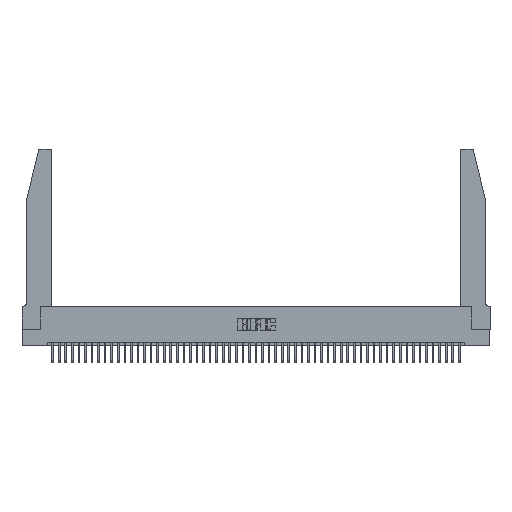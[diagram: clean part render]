
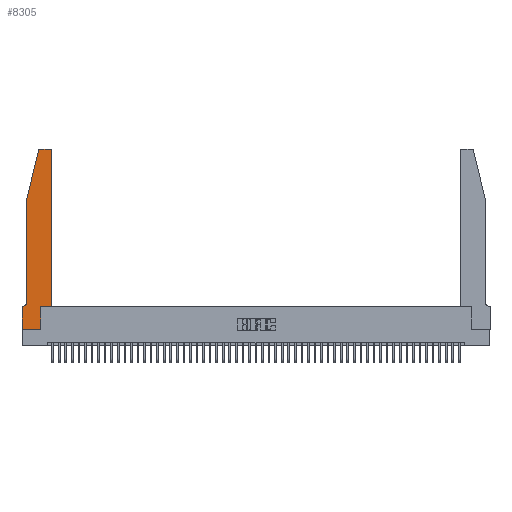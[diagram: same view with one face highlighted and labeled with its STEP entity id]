
A CAD part, top view. The second image highlights one B-rep face of the part: STEP entity #8305.
In plain terms, the highlighted planar face has unit normal (0, 0, 1).
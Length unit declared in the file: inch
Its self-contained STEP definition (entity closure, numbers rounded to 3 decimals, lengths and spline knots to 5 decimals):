
#188 = AXIS2_PLACEMENT_3D ( 'NONE', #46850, #24075, #1170 ) ;
#284 = PLANE ( 'NONE',  #42773 ) ;
#512 = ORIENTED_EDGE ( 'NONE', *, *, #33489, .T. ) ;
#640 = VECTOR ( 'NONE', #24733, 39.37008 ) ;
#736 = EDGE_CURVE ( 'NONE', #37283, #39796, #4110, .T. ) ;
#1170 = DIRECTION ( 'NONE',  ( 1., 0., 0. ) ) ;
#1836 = VECTOR ( 'NONE', #24409, 39.37008 ) ;
#2852 = CARTESIAN_POINT ( 'NONE',  ( 0.2865, 0., 0.37 ) ) ;
#4110 = LINE ( 'NONE', #20068, #13063 ) ;
#6779 = CIRCLE ( 'NONE', #38490, 0.03 ) ;
#7206 = ORIENTED_EDGE ( 'NONE', *, *, #32709, .T. ) ;
#7655 = VERTEX_POINT ( 'NONE', #26751 ) ;
#8305 = ADVANCED_FACE ( 'NONE', ( #17997 ), #284, .T. ) ;
#8650 = DIRECTION ( 'NONE',  ( -1., 0., 0. ) ) ;
#8914 = VECTOR ( 'NONE', #42122, 39.37008 ) ;
#8941 = ORIENTED_EDGE ( 'NONE', *, *, #12893, .T. ) ;
#9197 = DIRECTION ( 'NONE',  ( 0., 1., 0. ) ) ;
#9535 = CARTESIAN_POINT ( 'NONE',  ( 0.4505, 0.35, 0.37 ) ) ;
#9857 = VECTOR ( 'NONE', #48583, 39.37008 ) ;
#10374 = VERTEX_POINT ( 'NONE', #35565 ) ;
#10585 = CARTESIAN_POINT ( 'NONE',  ( 0., 0., 0.37 ) ) ;
#10848 = VECTOR ( 'NONE', #8650, 39.37008 ) ;
#11519 = CIRCLE ( 'NONE', #33570, 0.07 ) ;
#11595 = CARTESIAN_POINT ( 'NONE',  ( 0.4505, 0.35, 0.37 ) ) ;
#11805 = DIRECTION ( 'NONE',  ( 0., 0., 1. ) ) ;
#11952 = VERTEX_POINT ( 'NONE', #37397 ) ;
#11978 = ORIENTED_EDGE ( 'NONE', *, *, #17819, .T. ) ;
#12893 = EDGE_CURVE ( 'NONE', #28331, #11952, #35942, .T. ) ;
#13063 = VECTOR ( 'NONE', #31538, 39.37008 ) ;
#13242 = LINE ( 'NONE', #16336, #10848 ) ;
#13320 = EDGE_CURVE ( 'NONE', #17829, #7655, #49432, .T. ) ;
#13795 = DIRECTION ( 'NONE',  ( 0., 0., 1. ) ) ;
#14208 = VERTEX_POINT ( 'NONE', #24391 ) ;
#14292 = ORIENTED_EDGE ( 'NONE', *, *, #17754, .T. ) ;
#14432 = DIRECTION ( 'NONE',  ( 1., 0., 0. ) ) ;
#15549 = ORIENTED_EDGE ( 'NONE', *, *, #20096, .T. ) ;
#16336 = CARTESIAN_POINT ( 'NONE',  ( 0.0755, 0.35, 0.37 ) ) ;
#16516 = CARTESIAN_POINT ( 'NONE',  ( 0.284, 2.75, 0.37 ) ) ;
#17089 = CARTESIAN_POINT ( 'NONE',  ( 0.4505, 0.35, 0.37 ) ) ;
#17754 = EDGE_CURVE ( 'NONE', #10374, #28331, #41243, .T. ) ;
#17819 = EDGE_CURVE ( 'NONE', #31870, #17829, #19810, .T. ) ;
#17829 = VERTEX_POINT ( 'NONE', #9535 ) ;
#17997 = FACE_OUTER_BOUND ( 'NONE', #45132, .T. ) ;
#18521 = VECTOR ( 'NONE', #9197, 39.37008 ) ;
#19810 = LINE ( 'NONE', #17089, #640 ) ;
#20041 = DIRECTION ( 'NONE',  ( 0., 0., -1. ) ) ;
#20068 = CARTESIAN_POINT ( 'NONE',  ( 0.2605, 2.75, 0.37 ) ) ;
#20096 = EDGE_CURVE ( 'NONE', #49147, #48641, #13242, .T. ) ;
#21968 = CARTESIAN_POINT ( 'NONE',  ( 0., 0., 0.37 ) ) ;
#22426 = LINE ( 'NONE', #21968, #9857 ) ;
#22766 = ORIENTED_EDGE ( 'NONE', *, *, #42039, .T. ) ;
#22849 = VERTEX_POINT ( 'NONE', #2852 ) ;
#24075 = DIRECTION ( 'NONE',  ( 0., 0., 1. ) ) ;
#24259 = CIRCLE ( 'NONE', #188, 0.03 ) ;
#24391 = CARTESIAN_POINT ( 'NONE',  ( 0., 0., 0.37 ) ) ;
#24409 = DIRECTION ( 'NONE',  ( -0.239, -0.971, 0. ) ) ;
#24733 = DIRECTION ( 'NONE',  ( 1., 0., 0. ) ) ;
#24885 = EDGE_CURVE ( 'NONE', #11952, #49147, #11519, .T. ) ;
#24915 = VECTOR ( 'NONE', #14432, 39.37008 ) ;
#25831 = VECTOR ( 'NONE', #47629, 39.37008 ) ;
#26106 = LINE ( 'NONE', #10585, #24915 ) ;
#26359 = ORIENTED_EDGE ( 'NONE', *, *, #42752, .T. ) ;
#26751 = CARTESIAN_POINT ( 'NONE',  ( 0.4505, 2.72, 0.37 ) ) ;
#28191 = CARTESIAN_POINT ( 'NONE',  ( 0.0055, 0.35, 0.37 ) ) ;
#28331 = VERTEX_POINT ( 'NONE', #32696 ) ;
#28418 = CARTESIAN_POINT ( 'NONE',  ( 0., 0.35, 0.37 ) ) ;
#30744 = CARTESIAN_POINT ( 'NONE',  ( 0.4205, 2.75, 0.37 ) ) ;
#31538 = DIRECTION ( 'NONE',  ( -1., 0., 0. ) ) ;
#31870 = VERTEX_POINT ( 'NONE', #35831 ) ;
#32696 = CARTESIAN_POINT ( 'NONE',  ( 0.0755, 2., 0.37 ) ) ;
#32709 = EDGE_CURVE ( 'NONE', #14208, #22849, #26106, .T. ) ;
#32909 = ORIENTED_EDGE ( 'NONE', *, *, #13320, .T. ) ;
#33489 = EDGE_CURVE ( 'NONE', #39796, #10374, #24259, .T. ) ;
#33570 = AXIS2_PLACEMENT_3D ( 'NONE', #42817, #20041, #46614 ) ;
#35565 = CARTESIAN_POINT ( 'NONE',  ( 0.25487, 2.72718, 0.37 ) ) ;
#35831 = CARTESIAN_POINT ( 'NONE',  ( 0.2865, 0.35, 0.37 ) ) ;
#35942 = LINE ( 'NONE', #40001, #25831 ) ;
#36617 = CARTESIAN_POINT ( 'NONE',  ( 0.4205, 2.72, 0.37 ) ) ;
#37283 = VERTEX_POINT ( 'NONE', #30744 ) ;
#37397 = CARTESIAN_POINT ( 'NONE',  ( 0.0755, 0.42, 0.37 ) ) ;
#37558 = EDGE_CURVE ( 'NONE', #22849, #31870, #46481, .T. ) ;
#37616 = ORIENTED_EDGE ( 'NONE', *, *, #37558, .T. ) ;
#38490 = AXIS2_PLACEMENT_3D ( 'NONE', #36617, #13795, #40463 ) ;
#38499 = DIRECTION ( 'NONE',  ( 1., 0., 0. ) ) ;
#39796 = VERTEX_POINT ( 'NONE', #16516 ) ;
#40001 = CARTESIAN_POINT ( 'NONE',  ( 0.0755, 2., 0.37 ) ) ;
#40463 = DIRECTION ( 'NONE',  ( 1., 0., 0. ) ) ;
#41166 = ORIENTED_EDGE ( 'NONE', *, *, #24885, .T. ) ;
#41243 = LINE ( 'NONE', #47181, #1836 ) ;
#42039 = EDGE_CURVE ( 'NONE', #48641, #14208, #22426, .T. ) ;
#42122 = DIRECTION ( 'NONE',  ( 0., 1., 0. ) ) ;
#42752 = EDGE_CURVE ( 'NONE', #7655, #37283, #6779, .T. ) ;
#42773 = AXIS2_PLACEMENT_3D ( 'NONE', #45964, #11805, #38499 ) ;
#42817 = CARTESIAN_POINT ( 'NONE',  ( 0.0055, 0.42, 0.37 ) ) ;
#42886 = ORIENTED_EDGE ( 'NONE', *, *, #736, .T. ) ;
#43516 = CARTESIAN_POINT ( 'NONE',  ( 0.2865, 0.35, 0.37 ) ) ;
#45132 = EDGE_LOOP ( 'NONE', ( #42886, #512, #14292, #8941, #41166, #15549, #22766, #7206, #37616, #11978, #32909, #26359 ) ) ;
#45964 = CARTESIAN_POINT ( 'NONE',  ( 0., 0.35, 0.37 ) ) ;
#46481 = LINE ( 'NONE', #43516, #18521 ) ;
#46614 = DIRECTION ( 'NONE',  ( -1., 0., 0. ) ) ;
#46850 = CARTESIAN_POINT ( 'NONE',  ( 0.284, 2.72, 0.37 ) ) ;
#47181 = CARTESIAN_POINT ( 'NONE',  ( 0.0755, 2., 0.37 ) ) ;
#47629 = DIRECTION ( 'NONE',  ( 0., -1., 0. ) ) ;
#48583 = DIRECTION ( 'NONE',  ( 0., -1., 0. ) ) ;
#48641 = VERTEX_POINT ( 'NONE', #28418 ) ;
#49147 = VERTEX_POINT ( 'NONE', #28191 ) ;
#49432 = LINE ( 'NONE', #11595, #8914 ) ;
